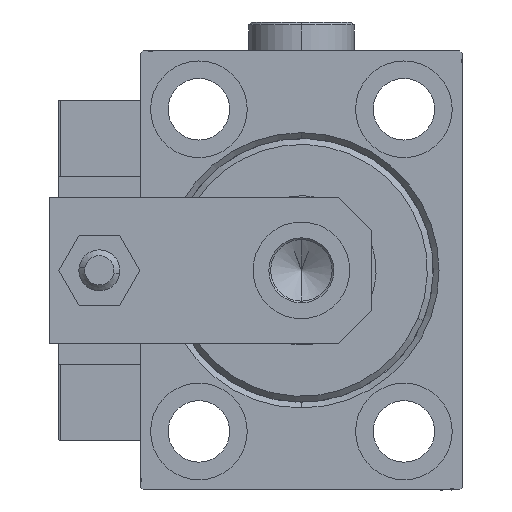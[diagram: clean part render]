
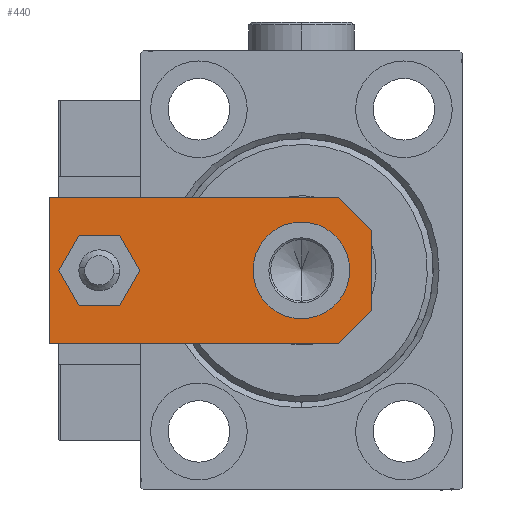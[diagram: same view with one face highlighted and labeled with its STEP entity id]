
A CAD part, left-side view. The second image highlights one B-rep face of the part: STEP entity #440.
In plain terms, the highlighted face is planar.
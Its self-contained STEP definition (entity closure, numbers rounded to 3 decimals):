
#245 = VERTEX_POINT ( 'NONE', #7133 ) ;
#332 = CARTESIAN_POINT ( 'NONE',  ( -4., 46.5, 6. ) ) ;
#440 = ADVANCED_FACE ( 'NONE', ( #33412, #49308, #18495 ), #50535, .T. ) ;
#1001 = CARTESIAN_POINT ( 'NONE',  ( 12.5, 5.66, 6. ) ) ;
#1619 = EDGE_CURVE ( 'NONE', #36861, #47057, #16818, .T. ) ;
#2864 = CIRCLE ( 'NONE', #5333, 4. ) ;
#3138 = CIRCLE ( 'NONE', #38931, 8.25 ) ;
#3233 = EDGE_CURVE ( 'NONE', #245, #51408, #12294, .T. ) ;
#4580 = EDGE_LOOP ( 'NONE', ( #10395, #22411 ) ) ;
#5323 = VERTEX_POINT ( 'NONE', #41600 ) ;
#5333 = AXIS2_PLACEMENT_3D ( 'NONE', #8356, #25025, #32337 ) ;
#6341 = VECTOR ( 'NONE', #51230, 1000. ) ;
#6525 = CARTESIAN_POINT ( 'NONE',  ( -12.5, 55., 6. ) ) ;
#6753 = DIRECTION ( 'NONE',  ( 0., 0., 1. ) ) ;
#7133 = CARTESIAN_POINT ( 'NONE',  ( -8.25, 12., 6. ) ) ;
#7275 = VECTOR ( 'NONE', #9252, 1000. ) ;
#8218 = CARTESIAN_POINT ( 'NONE',  ( 12.5, 0., 6. ) ) ;
#8356 = CARTESIAN_POINT ( 'NONE',  ( 0., 46.5, 6. ) ) ;
#9252 = DIRECTION ( 'NONE',  ( -1., 0., 0. ) ) ;
#10395 = ORIENTED_EDGE ( 'NONE', *, *, #33912, .F. ) ;
#10461 = DIRECTION ( 'NONE',  ( 1., 0., 0. ) ) ;
#10687 = DIRECTION ( 'NONE',  ( 0., -1., 0. ) ) ;
#10919 = DIRECTION ( 'NONE',  ( 0.707, -0.707, 0. ) ) ;
#10939 = LINE ( 'NONE', #6525, #48264 ) ;
#11721 = ORIENTED_EDGE ( 'NONE', *, *, #38035, .T. ) ;
#12294 = CIRCLE ( 'NONE', #41442, 8.25 ) ;
#12773 = ORIENTED_EDGE ( 'NONE', *, *, #50783, .T. ) ;
#12846 = CARTESIAN_POINT ( 'NONE',  ( -12.5, 0., 6. ) ) ;
#13099 = AXIS2_PLACEMENT_3D ( 'NONE', #46176, #14377, #10461 ) ;
#14377 = DIRECTION ( 'NONE',  ( 0., 0., 1. ) ) ;
#15807 = LINE ( 'NONE', #19724, #26903 ) ;
#16632 = ORIENTED_EDGE ( 'NONE', *, *, #24775, .T. ) ;
#16818 = LINE ( 'NONE', #36896, #7275 ) ;
#17815 = DIRECTION ( 'NONE',  ( 1., 0., 0. ) ) ;
#17923 = VERTEX_POINT ( 'NONE', #31307 ) ;
#18495 = FACE_BOUND ( 'NONE', #30425, .T. ) ;
#19011 = ORIENTED_EDGE ( 'NONE', *, *, #42744, .F. ) ;
#19598 = CARTESIAN_POINT ( 'NONE',  ( 0., 12., 6. ) ) ;
#19724 = CARTESIAN_POINT ( 'NONE',  ( 3.42, -3.42, 6. ) ) ;
#20822 = EDGE_LOOP ( 'NONE', ( #12773, #48909, #16632, #49505, #11721, #46604 ) ) ;
#20952 = CARTESIAN_POINT ( 'NONE',  ( 0., 12., 6. ) ) ;
#22171 = VECTOR ( 'NONE', #10919, 1000. ) ;
#22411 = ORIENTED_EDGE ( 'NONE', *, *, #44558, .F. ) ;
#22826 = VERTEX_POINT ( 'NONE', #1001 ) ;
#23758 = DIRECTION ( 'NONE',  ( 0., 0., 1. ) ) ;
#23862 = AXIS2_PLACEMENT_3D ( 'NONE', #42470, #6753, #25078 ) ;
#23869 = CARTESIAN_POINT ( 'NONE',  ( -12.5, 5.66, 6. ) ) ;
#24775 = EDGE_CURVE ( 'NONE', #35920, #17923, #25356, .T. ) ;
#25025 = DIRECTION ( 'NONE',  ( 0., 0., 1. ) ) ;
#25078 = DIRECTION ( 'NONE',  ( 1., 0., 0. ) ) ;
#25356 = LINE ( 'NONE', #12846, #41808 ) ;
#26903 = VECTOR ( 'NONE', #43448, 1000. ) ;
#27377 = EDGE_CURVE ( 'NONE', #17923, #22826, #15807, .T. ) ;
#30425 = EDGE_LOOP ( 'NONE', ( #35403, #19011 ) ) ;
#30732 = LINE ( 'NONE', #47127, #22171 ) ;
#31307 = CARTESIAN_POINT ( 'NONE',  ( 6.84, 0., 6. ) ) ;
#32337 = DIRECTION ( 'NONE',  ( 1., 0., 0. ) ) ;
#33412 = FACE_BOUND ( 'NONE', #4580, .T. ) ;
#33912 = EDGE_CURVE ( 'NONE', #49300, #5323, #2864, .T. ) ;
#35403 = ORIENTED_EDGE ( 'NONE', *, *, #3233, .F. ) ;
#35565 = CIRCLE ( 'NONE', #13099, 4. ) ;
#35920 = VERTEX_POINT ( 'NONE', #48080 ) ;
#36855 = DIRECTION ( 'NONE',  ( 0., 0., 1. ) ) ;
#36861 = VERTEX_POINT ( 'NONE', #50917 ) ;
#36896 = CARTESIAN_POINT ( 'NONE',  ( 12.5, 55., 6. ) ) ;
#37612 = EDGE_CURVE ( 'NONE', #50060, #35920, #30732, .T. ) ;
#38035 = EDGE_CURVE ( 'NONE', #22826, #36861, #43932, .T. ) ;
#38931 = AXIS2_PLACEMENT_3D ( 'NONE', #20952, #36855, #17815 ) ;
#41253 = DIRECTION ( 'NONE',  ( 1., 0., 0. ) ) ;
#41442 = AXIS2_PLACEMENT_3D ( 'NONE', #19598, #23758, #43058 ) ;
#41600 = CARTESIAN_POINT ( 'NONE',  ( 4., 46.5, 6. ) ) ;
#41808 = VECTOR ( 'NONE', #41253, 1000. ) ;
#42306 = CARTESIAN_POINT ( 'NONE',  ( 8.25, 12., 6. ) ) ;
#42470 = CARTESIAN_POINT ( 'NONE',  ( 0., 0., 6. ) ) ;
#42744 = EDGE_CURVE ( 'NONE', #51408, #245, #3138, .T. ) ;
#43058 = DIRECTION ( 'NONE',  ( 1., 0., 0. ) ) ;
#43448 = DIRECTION ( 'NONE',  ( 0.707, 0.707, 0. ) ) ;
#43576 = CARTESIAN_POINT ( 'NONE',  ( -12.5, 55., 6. ) ) ;
#43932 = LINE ( 'NONE', #8218, #6341 ) ;
#44558 = EDGE_CURVE ( 'NONE', #5323, #49300, #35565, .T. ) ;
#46176 = CARTESIAN_POINT ( 'NONE',  ( 0., 46.5, 6. ) ) ;
#46604 = ORIENTED_EDGE ( 'NONE', *, *, #1619, .T. ) ;
#47057 = VERTEX_POINT ( 'NONE', #43576 ) ;
#47127 = CARTESIAN_POINT ( 'NONE',  ( -3.42, -3.42, 6. ) ) ;
#48080 = CARTESIAN_POINT ( 'NONE',  ( -6.84, 0., 6. ) ) ;
#48264 = VECTOR ( 'NONE', #10687, 1000. ) ;
#48909 = ORIENTED_EDGE ( 'NONE', *, *, #37612, .T. ) ;
#49300 = VERTEX_POINT ( 'NONE', #332 ) ;
#49308 = FACE_OUTER_BOUND ( 'NONE', #20822, .T. ) ;
#49505 = ORIENTED_EDGE ( 'NONE', *, *, #27377, .T. ) ;
#50060 = VERTEX_POINT ( 'NONE', #23869 ) ;
#50535 = PLANE ( 'NONE',  #23862 ) ;
#50783 = EDGE_CURVE ( 'NONE', #47057, #50060, #10939, .T. ) ;
#50917 = CARTESIAN_POINT ( 'NONE',  ( 12.5, 55., 6. ) ) ;
#51230 = DIRECTION ( 'NONE',  ( 0., 1., 0. ) ) ;
#51408 = VERTEX_POINT ( 'NONE', #42306 ) ;
